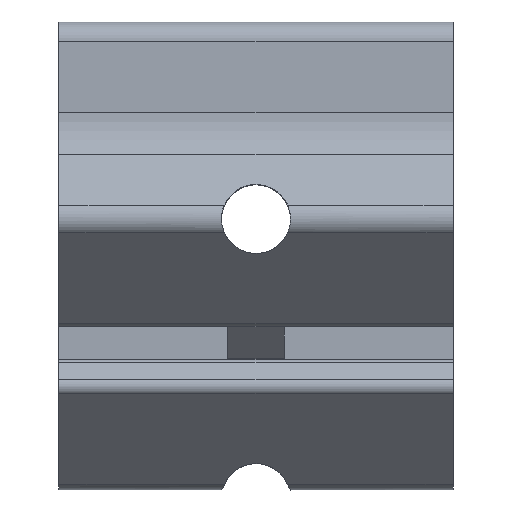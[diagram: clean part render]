
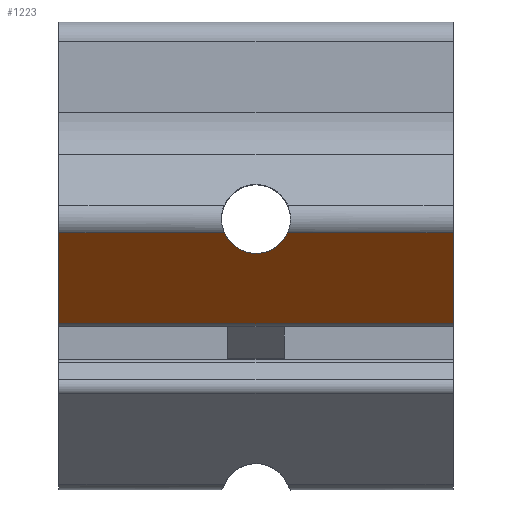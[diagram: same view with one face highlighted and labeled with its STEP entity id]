
A CAD part, top view. The second image highlights one B-rep face of the part: STEP entity #1223.
In plain terms, the highlighted planar face has unit normal (0, -0.707, 0.707).
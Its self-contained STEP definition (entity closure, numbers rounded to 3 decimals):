
#1139=CARTESIAN_POINT('',(40.0,-10.611,17.679));
#1140=VERTEX_POINT('',#1139);
#1148=CARTESIAN_POINT('',(0.0,-10.611,17.679));
#1149=VERTEX_POINT('',#1148);
#1150=CARTESIAN_POINT('',(40.0,-10.611,17.679));
#1151=DIRECTION('',(-1.0,0.0,0.0));
#1152=VECTOR('',#1151,40.0);
#1153=LINE('',#1150,#1152);
#1154=EDGE_CURVE('',#1140,#1149,#1153,.T.);
#1167=CARTESIAN_POINT('',(40.0,-10.611,17.679));
#1168=DIRECTION('',(0.0,-0.707,0.707));
#1169=DIRECTION('',(0.0,0.707,0.707));
#1170=AXIS2_PLACEMENT_3D('',#1167,#1168,#1169);
#1171=PLANE('',#1170);
#1172=CARTESIAN_POINT('',(40.0,-1.421,26.869));
#1173=VERTEX_POINT('',#1172);
#1174=CARTESIAN_POINT('',(40.0,-10.611,17.679));
#1175=DIRECTION('',(0.0,0.707,0.707));
#1176=VECTOR('',#1175,12.996);
#1177=LINE('',#1174,#1176);
#1178=EDGE_CURVE('',#1140,#1173,#1177,.T.);
#1179=ORIENTED_EDGE('',*,*,#1178,.T.);
#1180=CARTESIAN_POINT('',(23.198,-1.421,26.869));
#1181=VERTEX_POINT('',#1180);
#1182=CARTESIAN_POINT('',(40.0,-1.421,26.869));
#1183=DIRECTION('',(-1.0,0.0,0.0));
#1184=VECTOR('',#1183,16.802);
#1185=LINE('',#1182,#1184);
#1186=EDGE_CURVE('',#1173,#1181,#1185,.T.);
#1187=ORIENTED_EDGE('',*,*,#1186,.T.);
#1188=CARTESIAN_POINT('',(20.,-3.5,24.79));
#1189=VERTEX_POINT('',#1188);
#1190=CARTESIAN_POINT('',(20.,0.,28.29));
#1191=DIRECTION('',(0.0,0.707,-0.707));
#1192=DIRECTION('',(0.0,0.707,0.707));
#1193=AXIS2_PLACEMENT_3D('',#1190,#1191,#1192);
#1194=ELLIPSE('',#1193,4.95,3.5);
#1195=EDGE_CURVE('',#1181,#1189,#1194,.T.);
#1196=ORIENTED_EDGE('',*,*,#1195,.T.);
#1197=CARTESIAN_POINT('',(16.802,-1.421,26.869));
#1198=VERTEX_POINT('',#1197);
#1199=CARTESIAN_POINT('',(20.,0.,28.29));
#1200=DIRECTION('',(0.0,0.707,-0.707));
#1201=DIRECTION('',(0.0,0.707,0.707));
#1202=AXIS2_PLACEMENT_3D('',#1199,#1200,#1201);
#1203=ELLIPSE('',#1202,4.95,3.5);
#1204=EDGE_CURVE('',#1189,#1198,#1203,.T.);
#1205=ORIENTED_EDGE('',*,*,#1204,.T.);
#1206=CARTESIAN_POINT('',(0.0,-1.421,26.869));
#1207=VERTEX_POINT('',#1206);
#1208=CARTESIAN_POINT('',(16.802,-1.421,26.869));
#1209=DIRECTION('',(-1.0,0.0,0.0));
#1210=VECTOR('',#1209,16.802);
#1211=LINE('',#1208,#1210);
#1212=EDGE_CURVE('',#1198,#1207,#1211,.T.);
#1213=ORIENTED_EDGE('',*,*,#1212,.T.);
#1214=CARTESIAN_POINT('',(0.0,-10.611,17.679));
#1215=DIRECTION('',(0.,0.707,0.707));
#1216=VECTOR('',#1215,12.996);
#1217=LINE('',#1214,#1216);
#1218=EDGE_CURVE('',#1149,#1207,#1217,.T.);
#1219=ORIENTED_EDGE('',*,*,#1218,.F.);
#1220=ORIENTED_EDGE('',*,*,#1154,.F.);
#1221=EDGE_LOOP('',(#1179,#1187,#1196,#1205,#1213,#1219,#1220));
#1222=FACE_OUTER_BOUND('',#1221,.T.);
#1223=ADVANCED_FACE('',(#1222),#1171,.T.);
